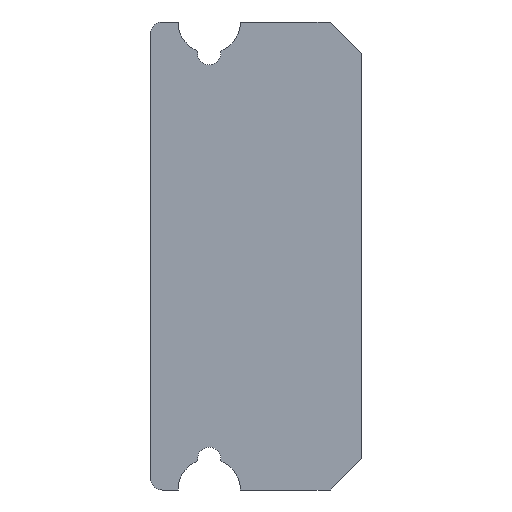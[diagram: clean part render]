
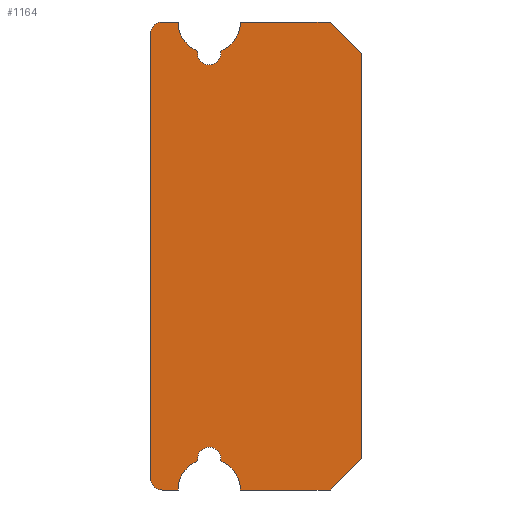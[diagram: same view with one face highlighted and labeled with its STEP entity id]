
A CAD part, left-side view. The second image highlights one B-rep face of the part: STEP entity #1164.
In plain terms, the highlighted planar face has unit normal (-1, 0, 0).
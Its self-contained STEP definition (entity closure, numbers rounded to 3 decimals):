
#2 = EDGE_CURVE ( 'NONE', #1134, #1135, #228, .T. ) ;
#19 = VERTEX_POINT ( 'NONE', #496 ) ;
#20 = VERTEX_POINT ( 'NONE', #500 ) ;
#25 = VERTEX_POINT ( 'NONE', #503 ) ;
#26 = VERTEX_POINT ( 'NONE', #504 ) ;
#29 = VERTEX_POINT ( 'NONE', #507 ) ;
#30 = VERTEX_POINT ( 'NONE', #508 ) ;
#32 = VERTEX_POINT ( 'NONE', #510 ) ;
#34 = VERTEX_POINT ( 'NONE', #512 ) ;
#36 = VERTEX_POINT ( 'NONE', #514 ) ;
#38 = VERTEX_POINT ( 'NONE', #516 ) ;
#39 = VERTEX_POINT ( 'NONE', #517 ) ;
#40 = VERTEX_POINT ( 'NONE', #518 ) ;
#41 = VERTEX_POINT ( 'NONE', #519 ) ;
#62 = EDGE_CURVE ( 'NONE', #1204, #1206, #285, .T. ) ;
#63 = EDGE_CURVE ( 'NONE', #25, #26, #287, .T. ) ;
#67 = EDGE_CURVE ( 'NONE', #19, #20, #291, .T. ) ;
#77 = EDGE_CURVE ( 'NONE', #29, #30, #307, .T. ) ;
#82 = EDGE_CURVE ( 'NONE', #34, #32, #300, .T. ) ;
#83 = EDGE_CURVE ( 'NONE', #36, #34, #308, .T. ) ;
#88 = EDGE_CURVE ( 'NONE', #29, #20, #331, .T. ) ;
#92 = EDGE_CURVE ( 'NONE', #38, #36, #332, .T. ) ;
#98 = CARTESIAN_POINT ( 'NONE',  ( -50., 1.95, 2.6 ) ) ;
#99 = DIRECTION ( 'NONE',  ( 1., 0., 0. ) ) ;
#100 = DIRECTION ( 'NONE',  ( 0., 0., 1. ) ) ;
#130 = EDGE_CURVE ( 'NONE', #19, #39, #340, .T. ) ;
#131 = EDGE_CURVE ( 'NONE', #1206, #38, #337, .T. ) ;
#132 = EDGE_CURVE ( 'NONE', #40, #32, #341, .T. ) ;
#134 = EDGE_CURVE ( 'NONE', #25, #30, #342, .T. ) ;
#135 = EDGE_CURVE ( 'NONE', #39, #40, #343, .T. ) ;
#136 = EDGE_CURVE ( 'NONE', #1204, #41, #344, .T. ) ;
#137 = EDGE_CURVE ( 'NONE', #1135, #26, #345, .T. ) ;
#138 = EDGE_CURVE ( 'NONE', #41, #1134, #346, .T. ) ;
#228 = CIRCLE ( 'NONE', #1142, 0.15 ) ;
#285 = LINE ( 'NONE', #584, #286 ) ;
#286 = VECTOR ( 'NONE', #585, 1000. ) ;
#287 = LINE ( 'NONE', #587, #288 ) ;
#288 = VECTOR ( 'NONE', #588, 1000. ) ;
#291 = LINE ( 'NONE', #586, #295 ) ;
#295 = VECTOR ( 'NONE', #597, 1000. ) ;
#300 = LINE ( 'NONE', #625, #321 ) ;
#307 = LINE ( 'NONE', #619, #310 ) ;
#308 = LINE ( 'NONE', #629, #322 ) ;
#310 = VECTOR ( 'NONE', #620, 1000. ) ;
#321 = VECTOR ( 'NONE', #631, 1000. ) ;
#322 = VECTOR ( 'NONE', #633, 1000. ) ;
#328 = VECTOR ( 'NONE', #664, 1000. ) ;
#331 = CIRCLE ( 'NONE', #557, 0.15 ) ;
#332 = LINE ( 'NONE', #645, #336 ) ;
#336 = VECTOR ( 'NONE', #657, 1000. ) ;
#337 = LINE ( 'NONE', #663, #328 ) ;
#340 = CIRCLE ( 'NONE', #565, 0.4 ) ;
#341 = CIRCLE ( 'NONE', #562, 0.4 ) ;
#342 = CIRCLE ( 'NONE', #563, 0.15 ) ;
#343 = CIRCLE ( 'NONE', #564, 0.15 ) ;
#344 = CIRCLE ( 'NONE', #481, 0.4 ) ;
#345 = CIRCLE ( 'NONE', #710, 0.4 ) ;
#346 = CIRCLE ( 'NONE', #712, 0.15 ) ;
#398 = FACE_OUTER_BOUND ( 'NONE', #976, .T. ) ;
#481 = AXIS2_PLACEMENT_3D ( 'NONE', #670, #677, #678 ) ;
#496 = CARTESIAN_POINT ( 'NONE',  ( -50., 2.35, -3. ) ) ;
#500 = CARTESIAN_POINT ( 'NONE',  ( -50., 2.55, -3. ) ) ;
#503 = CARTESIAN_POINT ( 'NONE',  ( -50., 2.55, 3. ) ) ;
#504 = CARTESIAN_POINT ( 'NONE',  ( -50., 2.35, 3. ) ) ;
#507 = CARTESIAN_POINT ( 'NONE',  ( -50., 2.7, -2.85 ) ) ;
#508 = CARTESIAN_POINT ( 'NONE',  ( -50., 2.7, 2.85 ) ) ;
#510 = CARTESIAN_POINT ( 'NONE',  ( -50., 1.55, -3. ) ) ;
#512 = CARTESIAN_POINT ( 'NONE',  ( -50., 0.4, -3. ) ) ;
#514 = CARTESIAN_POINT ( 'NONE',  ( -50., 0., -2.6 ) ) ;
#516 = CARTESIAN_POINT ( 'NONE',  ( -50., 0., 2.6 ) ) ;
#517 = CARTESIAN_POINT ( 'NONE',  ( -50., 2.097, -2.628 ) ) ;
#518 = CARTESIAN_POINT ( 'NONE',  ( -50., 1.803, -2.628 ) ) ;
#519 = CARTESIAN_POINT ( 'NONE',  ( -50., 1.803, 2.628 ) ) ;
#557 = AXIS2_PLACEMENT_3D ( 'NONE', #639, #646, #647 ) ;
#560 = AXIS2_PLACEMENT_3D ( 'NONE', #833, #838, #839 ) ;
#562 = AXIS2_PLACEMENT_3D ( 'NONE', #659, #666, #667 ) ;
#563 = AXIS2_PLACEMENT_3D ( 'NONE', #655, #671, #672 ) ;
#564 = AXIS2_PLACEMENT_3D ( 'NONE', #665, #674, #675 ) ;
#565 = AXIS2_PLACEMENT_3D ( 'NONE', #660, #661, #662 ) ;
#584 = CARTESIAN_POINT ( 'NONE',  ( -50., 0.4, 3. ) ) ;
#585 = DIRECTION ( 'NONE',  ( 0., -1., 0. ) ) ;
#586 = CARTESIAN_POINT ( 'NONE',  ( -50., 0.4, -3. ) ) ;
#587 = CARTESIAN_POINT ( 'NONE',  ( -50., 0.4, 3. ) ) ;
#588 = DIRECTION ( 'NONE',  ( 0., -1., 0. ) ) ;
#597 = DIRECTION ( 'NONE',  ( 0., 1., 0. ) ) ;
#619 = CARTESIAN_POINT ( 'NONE',  ( -50., 2.7, -3. ) ) ;
#620 = DIRECTION ( 'NONE',  ( 0., 0., 1. ) ) ;
#625 = CARTESIAN_POINT ( 'NONE',  ( -50., 0.4, -3. ) ) ;
#629 = CARTESIAN_POINT ( 'NONE',  ( -50., 0., -2.6 ) ) ;
#631 = DIRECTION ( 'NONE',  ( 0., 1., 0. ) ) ;
#633 = DIRECTION ( 'NONE',  ( 0., 0.707, -0.707 ) ) ;
#639 = CARTESIAN_POINT ( 'NONE',  ( -50., 2.55, -2.85 ) ) ;
#645 = CARTESIAN_POINT ( 'NONE',  ( -50., 0., -2.6 ) ) ;
#646 = DIRECTION ( 'NONE',  ( -1., 0., 0. ) ) ;
#647 = DIRECTION ( 'NONE',  ( 0., 0., -1. ) ) ;
#655 = CARTESIAN_POINT ( 'NONE',  ( -50., 2.55, 2.85 ) ) ;
#657 = DIRECTION ( 'NONE',  ( 0., 0., -1. ) ) ;
#659 = CARTESIAN_POINT ( 'NONE',  ( -50., 1.95, -3. ) ) ;
#660 = CARTESIAN_POINT ( 'NONE',  ( -50., 1.95, -3. ) ) ;
#661 = DIRECTION ( 'NONE',  ( 1., 0., 0. ) ) ;
#662 = DIRECTION ( 'NONE',  ( 0., 0., -1. ) ) ;
#663 = CARTESIAN_POINT ( 'NONE',  ( -50., 0., 2.6 ) ) ;
#664 = DIRECTION ( 'NONE',  ( 0., -0.707, -0.707 ) ) ;
#665 = CARTESIAN_POINT ( 'NONE',  ( -50., 1.95, -2.6 ) ) ;
#666 = DIRECTION ( 'NONE',  ( 1., 0., 0. ) ) ;
#667 = DIRECTION ( 'NONE',  ( 0., 0., -1. ) ) ;
#670 = CARTESIAN_POINT ( 'NONE',  ( -50., 1.95, 3. ) ) ;
#671 = DIRECTION ( 'NONE',  ( -1., 0., 0. ) ) ;
#672 = DIRECTION ( 'NONE',  ( 0., 0., -1. ) ) ;
#673 = CARTESIAN_POINT ( 'NONE',  ( -50., 1.95, 3. ) ) ;
#674 = DIRECTION ( 'NONE',  ( 1., 0., 0. ) ) ;
#675 = DIRECTION ( 'NONE',  ( 0., 0., -1. ) ) ;
#676 = CARTESIAN_POINT ( 'NONE',  ( -50., 1.95, 2.6 ) ) ;
#677 = DIRECTION ( 'NONE',  ( 1., 0., 0. ) ) ;
#678 = DIRECTION ( 'NONE',  ( 0., 0., 1. ) ) ;
#680 = DIRECTION ( 'NONE',  ( 1., 0., 0. ) ) ;
#681 = DIRECTION ( 'NONE',  ( 0., 0., 1. ) ) ;
#683 = DIRECTION ( 'NONE',  ( 1., 0., 0. ) ) ;
#684 = DIRECTION ( 'NONE',  ( 0., 0., 1. ) ) ;
#710 = AXIS2_PLACEMENT_3D ( 'NONE', #673, #680, #681 ) ;
#712 = AXIS2_PLACEMENT_3D ( 'NONE', #676, #683, #684 ) ;
#756 = CARTESIAN_POINT ( 'NONE',  ( -50., 2.097, 2.628 ) ) ;
#766 = CARTESIAN_POINT ( 'NONE',  ( -50., 1.95, 2.45 ) ) ;
#833 = CARTESIAN_POINT ( 'NONE',  ( -50., 2.7, 3. ) ) ;
#835 = PLANE ( 'NONE',  #560 ) ;
#838 = DIRECTION ( 'NONE',  ( 1., 0., 0. ) ) ;
#839 = DIRECTION ( 'NONE',  ( 0., 0., -1. ) ) ;
#942 = CARTESIAN_POINT ( 'NONE',  ( -50., 1.55, 3. ) ) ;
#944 = CARTESIAN_POINT ( 'NONE',  ( -50., 0.4, 3. ) ) ;
#976 = EDGE_LOOP ( 'NONE', ( #1058, #1059, #1060, #1061, #1062, #1063, #1064, #1065, #1066, #1067, #1068, #1069, #1070, #1071, #1072, #1073, #1074 ) ) ;
#1058 = ORIENTED_EDGE ( 'NONE', *, *, #77, .F. ) ;
#1059 = ORIENTED_EDGE ( 'NONE', *, *, #88, .T. ) ;
#1060 = ORIENTED_EDGE ( 'NONE', *, *, #67, .F. ) ;
#1061 = ORIENTED_EDGE ( 'NONE', *, *, #130, .T. ) ;
#1062 = ORIENTED_EDGE ( 'NONE', *, *, #135, .T. ) ;
#1063 = ORIENTED_EDGE ( 'NONE', *, *, #132, .T. ) ;
#1064 = ORIENTED_EDGE ( 'NONE', *, *, #82, .F. ) ;
#1065 = ORIENTED_EDGE ( 'NONE', *, *, #83, .F. ) ;
#1066 = ORIENTED_EDGE ( 'NONE', *, *, #92, .F. ) ;
#1067 = ORIENTED_EDGE ( 'NONE', *, *, #131, .F. ) ;
#1068 = ORIENTED_EDGE ( 'NONE', *, *, #62, .F. ) ;
#1069 = ORIENTED_EDGE ( 'NONE', *, *, #136, .T. ) ;
#1070 = ORIENTED_EDGE ( 'NONE', *, *, #138, .T. ) ;
#1071 = ORIENTED_EDGE ( 'NONE', *, *, #2, .T. ) ;
#1072 = ORIENTED_EDGE ( 'NONE', *, *, #137, .T. ) ;
#1073 = ORIENTED_EDGE ( 'NONE', *, *, #63, .F. ) ;
#1074 = ORIENTED_EDGE ( 'NONE', *, *, #134, .T. ) ;
#1134 = VERTEX_POINT ( 'NONE', #766 ) ;
#1135 = VERTEX_POINT ( 'NONE', #756 ) ;
#1142 = AXIS2_PLACEMENT_3D ( 'NONE', #98, #99, #100 ) ;
#1164 = ADVANCED_FACE ( 'NONE', ( #398 ), #835, .F. ) ;
#1204 = VERTEX_POINT ( 'NONE', #942 ) ;
#1206 = VERTEX_POINT ( 'NONE', #944 ) ;
